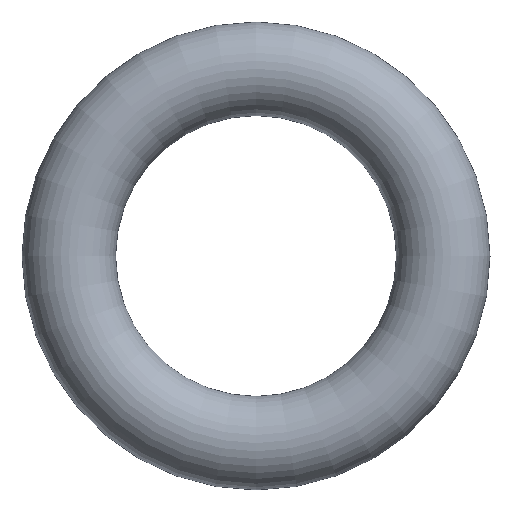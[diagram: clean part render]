
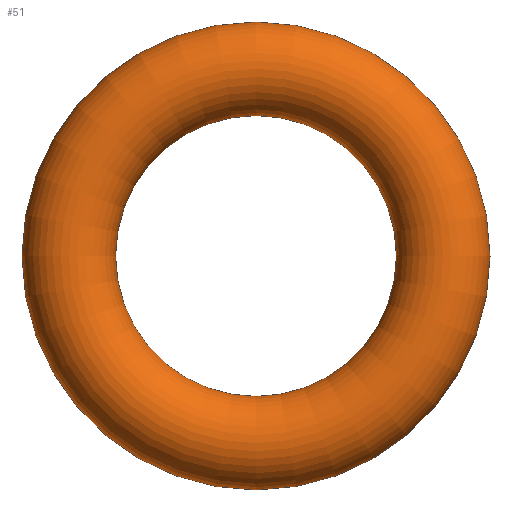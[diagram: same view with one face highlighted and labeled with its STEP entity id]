
A CAD part, top view. The second image highlights one B-rep face of the part: STEP entity #51.
In plain terms, the highlighted toroidal (fillet/blend) face has major radius 1000 mm and minor radius 250 mm.
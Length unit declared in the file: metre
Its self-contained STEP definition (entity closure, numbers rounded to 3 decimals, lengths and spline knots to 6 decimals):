
#31=VERTEX_POINT('',#124);
#36=VERTEX_LOOP('',#31);
#41=FACE_BOUND('',#36,.T.);
#46=TOROIDAL_SURFACE('',#96,1.,0.25);
#51=ADVANCED_FACE('',(#41),#46,.T.);
#96=AXIS2_PLACEMENT_3D('',#123,#106,#107);
#106=DIRECTION('',(0.,0.,1.));
#107=DIRECTION('',(1.,0.,0.));
#123=CARTESIAN_POINT('',(0.,0.,0.));
#124=CARTESIAN_POINT('',(0.75,0.,0.));
